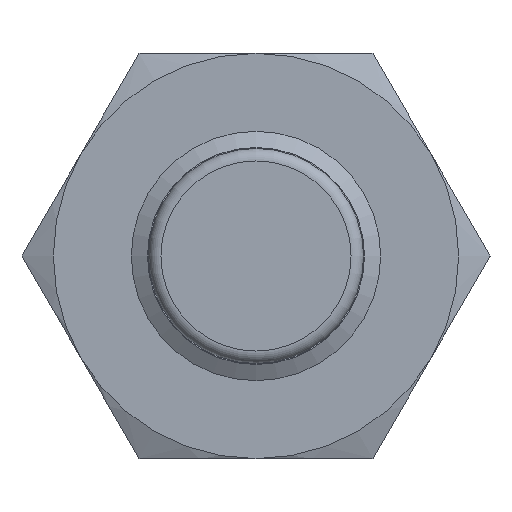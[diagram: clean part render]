
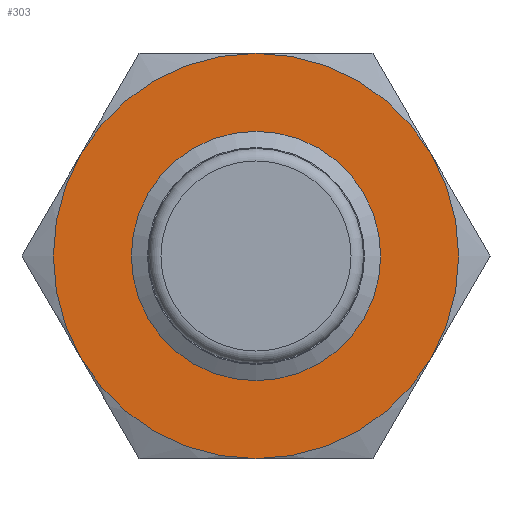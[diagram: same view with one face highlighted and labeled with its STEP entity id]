
A CAD part, left-side view. The second image highlights one B-rep face of the part: STEP entity #303.
In plain terms, the highlighted planar face has unit normal (-1, 0, 0).
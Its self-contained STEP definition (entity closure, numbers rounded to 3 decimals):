
#303 = ADVANCED_FACE( '', ( #649, #650 ), #651, .F. );
#649 = FACE_OUTER_BOUND( '', #1001, .T. );
#650 = FACE_BOUND( '', #1002, .T. );
#651 = PLANE( '', #1003 );
#1001 = EDGE_LOOP( '', ( #1721, #1722, #1723, #1724, #1725, #1726 ) );
#1002 = EDGE_LOOP( '', ( #1727 ) );
#1003 = AXIS2_PLACEMENT_3D( '', #1728, #1729, #1730 );
#1721 = ORIENTED_EDGE( '', *, *, #2076, .F. );
#1722 = ORIENTED_EDGE( '', *, *, #1983, .F. );
#1723 = ORIENTED_EDGE( '', *, *, #1995, .F. );
#1724 = ORIENTED_EDGE( '', *, *, #1858, .F. );
#1725 = ORIENTED_EDGE( '', *, *, #2074, .F. );
#1726 = ORIENTED_EDGE( '', *, *, #1935, .F. );
#1727 = ORIENTED_EDGE( '', *, *, #2047, .T. );
#1728 = CARTESIAN_POINT( '', ( 10., 0., 0. ) );
#1729 = DIRECTION( '', ( 1., 0., 0. ) );
#1730 = DIRECTION( '', ( 0., 0., -1. ) );
#1858 = EDGE_CURVE( '', #2175, #2176, #2177, .T. );
#1935 = EDGE_CURVE( '', #2296, #2297, #2298, .T. );
#1983 = EDGE_CURVE( '', #2365, #2224, #2366, .T. );
#1995 = EDGE_CURVE( '', #2176, #2365, #2381, .T. );
#2047 = EDGE_CURVE( '', #2454, #2454, #2455, .T. );
#2074 = EDGE_CURVE( '', #2297, #2175, #2487, .T. );
#2076 = EDGE_CURVE( '', #2224, #2296, #2489, .T. );
#2175 = VERTEX_POINT( '', #2693 );
#2176 = VERTEX_POINT( '', #2694 );
#2177 = CIRCLE( '', #2695, 6.5 );
#2224 = VERTEX_POINT( '', #2812 );
#2296 = VERTEX_POINT( '', #2946 );
#2297 = VERTEX_POINT( '', #2947 );
#2298 = CIRCLE( '', #2948, 6.5 );
#2365 = VERTEX_POINT( '', #3184 );
#2366 = CIRCLE( '', #3185, 6.5 );
#2381 = CIRCLE( '', #3217, 6.5 );
#2454 = VERTEX_POINT( '', #3318 );
#2455 = CIRCLE( '', #3319, 4. );
#2487 = CIRCLE( '', #3401, 6.5 );
#2489 = CIRCLE( '', #3403, 6.5 );
#2693 = CARTESIAN_POINT( '', ( 10., -5.629, 3.25 ) );
#2694 = CARTESIAN_POINT( '', ( 10., -5.629, -3.25 ) );
#2695 = AXIS2_PLACEMENT_3D( '', #3503, #3504, #3505 );
#2812 = CARTESIAN_POINT( '', ( 10., 5.629, -3.25 ) );
#2946 = CARTESIAN_POINT( '', ( 10., 5.629, 3.25 ) );
#2947 = CARTESIAN_POINT( '', ( 10., 0., 6.5 ) );
#2948 = AXIS2_PLACEMENT_3D( '', #3575, #3576, #3577 );
#3184 = CARTESIAN_POINT( '', ( 10., 0., -6.5 ) );
#3185 = AXIS2_PLACEMENT_3D( '', #3623, #3624, #3625 );
#3217 = AXIS2_PLACEMENT_3D( '', #3634, #3635, #3636 );
#3318 = CARTESIAN_POINT( '', ( 10., 0., -4. ) );
#3319 = AXIS2_PLACEMENT_3D( '', #3704, #3705, #3706 );
#3401 = AXIS2_PLACEMENT_3D( '', #3722, #3723, #3724 );
#3403 = AXIS2_PLACEMENT_3D( '', #3725, #3726, #3727 );
#3503 = CARTESIAN_POINT( '', ( 10., 0., 0. ) );
#3504 = DIRECTION( '', ( 1., 0., 0. ) );
#3505 = DIRECTION( '', ( 0., 0., -1. ) );
#3575 = CARTESIAN_POINT( '', ( 10., 0., 0. ) );
#3576 = DIRECTION( '', ( 1., 0., 0. ) );
#3577 = DIRECTION( '', ( 0., 0., -1. ) );
#3623 = CARTESIAN_POINT( '', ( 10., 0., 0. ) );
#3624 = DIRECTION( '', ( 1., 0., 0. ) );
#3625 = DIRECTION( '', ( 0., 0., -1. ) );
#3634 = CARTESIAN_POINT( '', ( 10., 0., 0. ) );
#3635 = DIRECTION( '', ( 1., 0., 0. ) );
#3636 = DIRECTION( '', ( 0., 0., -1. ) );
#3704 = CARTESIAN_POINT( '', ( 10., 0., 0. ) );
#3705 = DIRECTION( '', ( 1., 0., 0. ) );
#3706 = DIRECTION( '', ( 0., 0., -1. ) );
#3722 = CARTESIAN_POINT( '', ( 10., 0., 0. ) );
#3723 = DIRECTION( '', ( 1., 0., 0. ) );
#3724 = DIRECTION( '', ( 0., 0., -1. ) );
#3725 = CARTESIAN_POINT( '', ( 10., 0., 0. ) );
#3726 = DIRECTION( '', ( 1., 0., 0. ) );
#3727 = DIRECTION( '', ( 0., 0., -1. ) );
